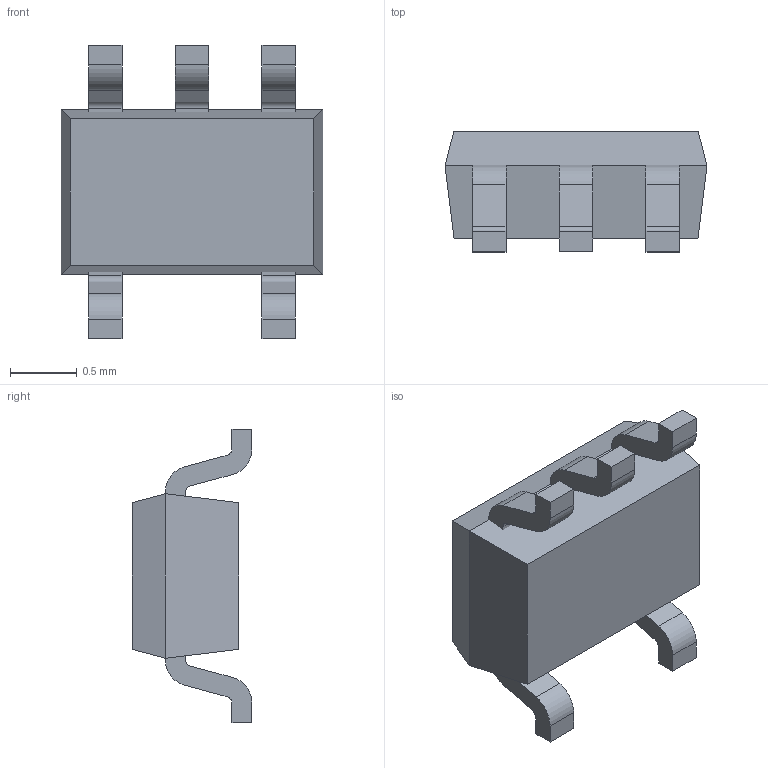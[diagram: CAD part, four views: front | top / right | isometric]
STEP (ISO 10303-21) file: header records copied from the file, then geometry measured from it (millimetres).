
FILE_DESCRIPTION (( 'STEP AP214' ), '1' );
FILE_NAME ('SOT-353.STEP', '2018-11-02T10:18:32', ( 'M.B.I.' ), ( '' ), 'SwSTEP 2.0', '', '' );
FILE_SCHEMA (( 'AUTOMOTIVE_DESIGN' ));
Length unit declared in the file: millimetre
Products named in the file (1): SOT-353
Bounding box: 1.97 x 0.9 x 2.2 mm (x, y, z)
Volume: 2 mm3; surface area: 13.4 mm2
Topology: 6 solids, 6 shells, 176 faces, 464 edges, 308 vertices
Faces by surface type: plane 97, bspline 59, cylinder 20
Entity records: 9654 total; most frequent: CARTESIAN_POINT 4536, ORIENTED_EDGE 928, DIRECTION 622, EDGE_CURVE 464, VERTEX_POINT 308, LINE 306, VECTOR 306, EDGE_LOOP 184
